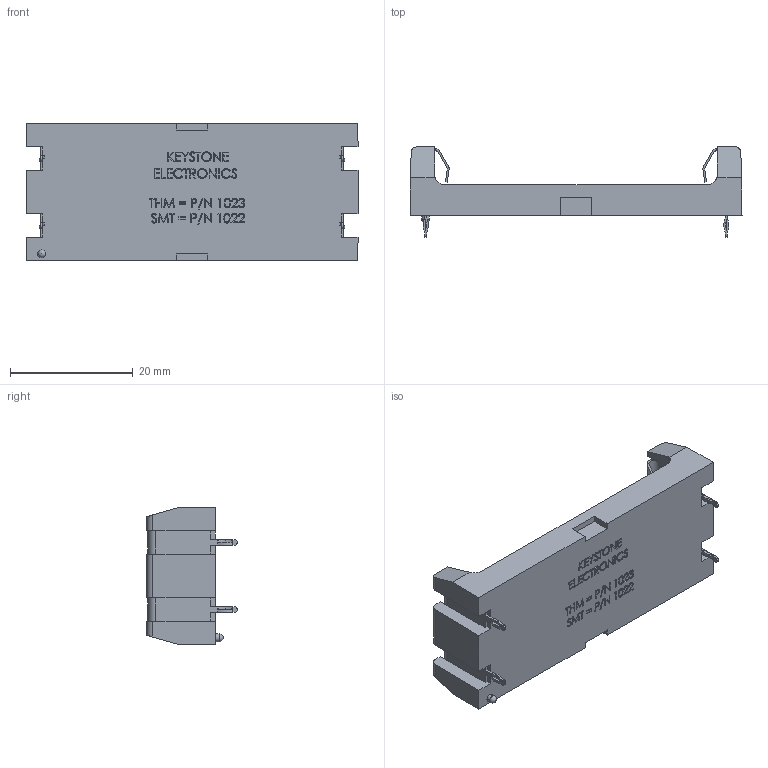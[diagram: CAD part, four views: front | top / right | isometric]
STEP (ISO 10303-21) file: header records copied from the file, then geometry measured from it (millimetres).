
FILE_DESCRIPTION (( 'STEP AP214' ), '1' );
FILE_NAME ('1023.STEP', '2013-06-18T13:57:23', ( 'Richard Maletta' ), ( '' ), 'SwSTEP 2.0', 'SolidWorks 2009', '' );
FILE_SCHEMA (( 'AUTOMOTIVE_DESIGN' ));
Length unit declared in the file: inch
Products named in the file (1): 1023
Bounding box: 54.07 x 14.73 x 22.23 mm (x, y, z)
Volume: 3196 mm3; surface area: 5260.5 mm2
Topology: 3 solids, 3 shells, 835 faces, 2297 edges, 1518 vertices
Faces by surface type: plane 606, bspline 146, cylinder 82, sphere 1
Entity records: 36730 total; most frequent: CARTESIAN_POINT 14288, ORIENTED_EDGE 4588, DIRECTION 3526, EDGE_CURVE 2294, LINE 1818, VECTOR 1818, VERTEX_POINT 1516, EDGE_LOOP 894
